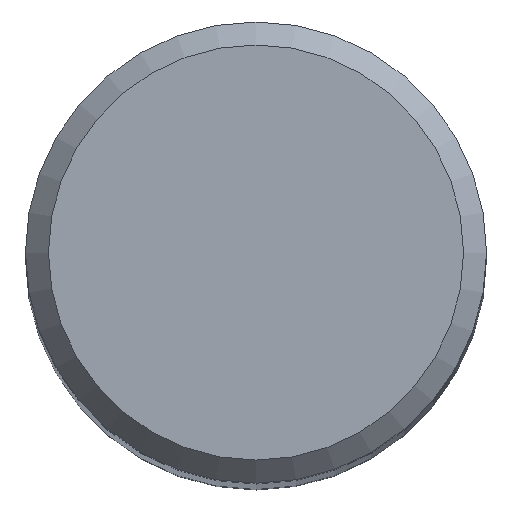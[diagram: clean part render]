
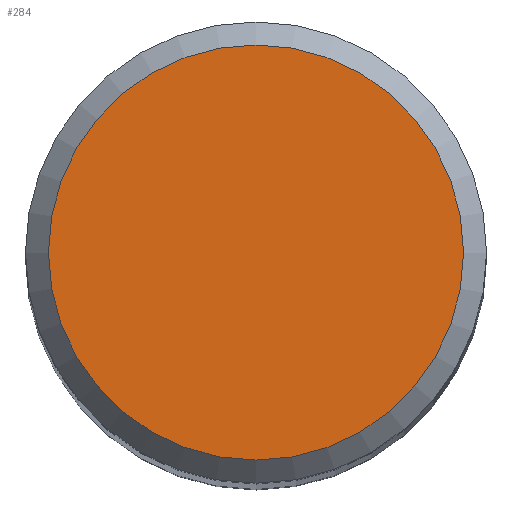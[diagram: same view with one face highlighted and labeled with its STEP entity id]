
A CAD part, top view. The second image highlights one B-rep face of the part: STEP entity #284.
In plain terms, the highlighted planar face has unit normal (0, 0, 1).
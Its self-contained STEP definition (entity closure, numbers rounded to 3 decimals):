
#244 = VERTEX_POINT('', #245);
#245 = CARTESIAN_POINT('', (-3.6, 0., 0.));
#251 = EDGE_CURVE('', #244, #244, #252, .T.);
#252 = CIRCLE('', #253, 3.6);
#253 = AXIS2_PLACEMENT_3D('', #254, #255, #256);
#254 = CARTESIAN_POINT('', (0., 0., 0.));
#255 = DIRECTION('', (0., 0., -1.));
#256 = DIRECTION('', (-1., 0., 0.));
#284 = ADVANCED_FACE('', (#285), #288, .T.);
#285 = FACE_OUTER_BOUND('', #286, .T.);
#286 = EDGE_LOOP('', (#287));
#287 = ORIENTED_EDGE('', *, *, #251, .F.);
#288 = PLANE('', #289);
#289 = AXIS2_PLACEMENT_3D('', #290, #291, #292);
#290 = CARTESIAN_POINT('', (5.6, -5.6, 0.));
#291 = DIRECTION('', (0., 0., 1.));
#292 = DIRECTION('', (0., 1., 0.));
